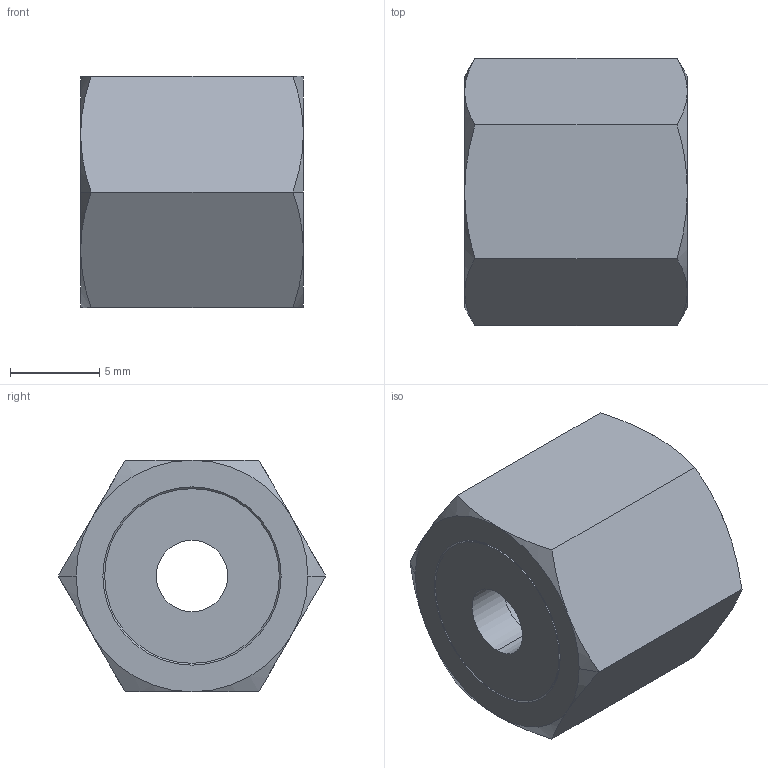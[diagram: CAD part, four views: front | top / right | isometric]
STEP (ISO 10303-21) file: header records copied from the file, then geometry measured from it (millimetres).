
FILE_DESCRIPTION(('STEP AP214'),'1');
FILE_NAME('0166_05_06.stp','2016-07-07T14:22:54',('TraceParts'),('TraceParts S.A.'),'Spatial InterOp 3D',' ',' ');
FILE_SCHEMA(('automotive_design'));
Length unit declared in the file: millimetre
Products named in the file (1): 1
Bounding box: 12.5 x 15.01 x 13 mm (x, y, z)
Volume: 1594.7 mm3; surface area: 1005.4 mm2
Topology: 1 solids, 1 shells, 36 faces, 79 edges, 47 vertices
Faces by surface type: cone 20, plane 10, cylinder 6
Entity records: 1025 total; most frequent: CARTESIAN_POINT 259, DIRECTION 164, ORIENTED_EDGE 158, EDGE_CURVE 79, AXIS2_PLACEMENT_3D 72, VERTEX_POINT 47, EDGE_LOOP 40, ADVANCED_FACE 36
